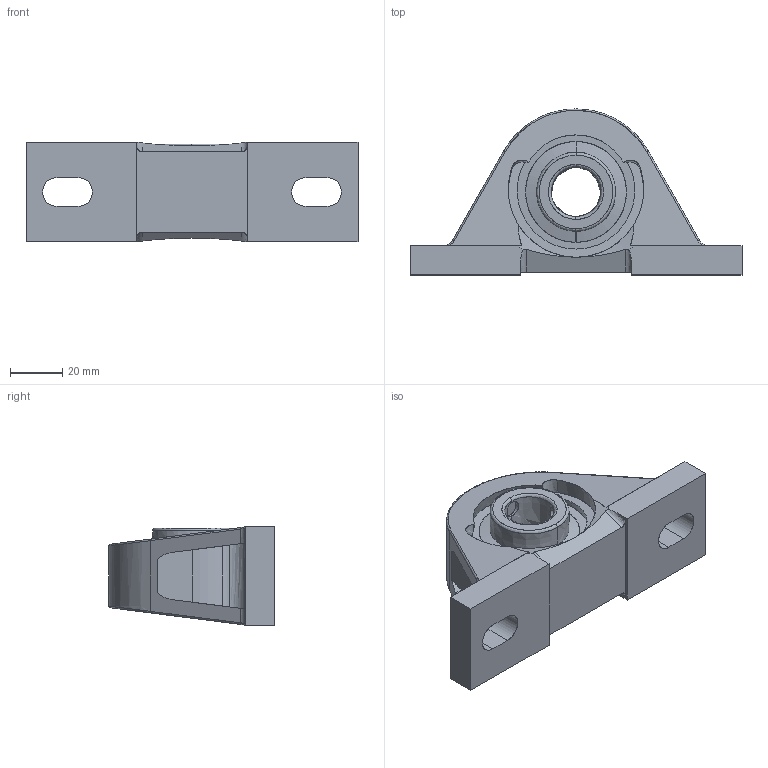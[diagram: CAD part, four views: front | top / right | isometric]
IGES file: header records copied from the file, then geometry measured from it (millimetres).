
Start section: SolidWorks IGES file using analytic representation for surfaces
Global section: file name: NPDEFAU091916544861.igs; native system: SolidWorks 2008; preprocessor: SolidWorks 2008; author: partstream; date: 070919.160506; units: inch
Bounding box: 127 x 63.5 x 38.1 mm (x, y, z)
Surface area: 28414.5 mm2 (no closed solid volume)
Topology: 0 solids, 0 shells, 117 faces, 2295 edges, 2292 vertices
Faces by surface type: bspline 61, revolution 56
